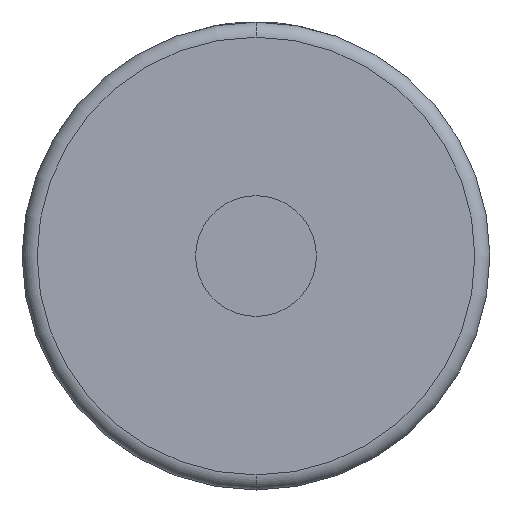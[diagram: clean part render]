
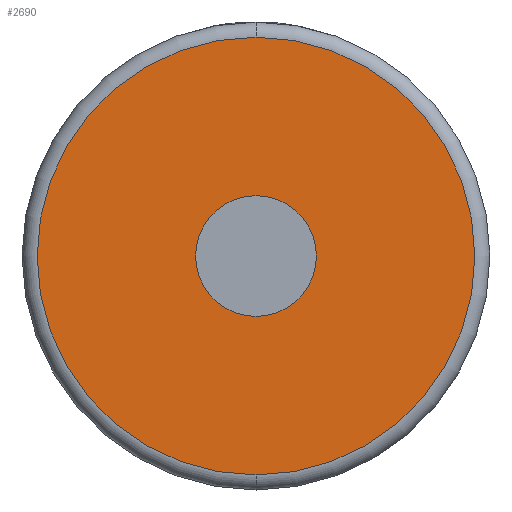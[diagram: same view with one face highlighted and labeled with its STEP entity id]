
A CAD part, front view. The second image highlights one B-rep face of the part: STEP entity #2690.
In plain terms, the highlighted planar face has unit normal (0, -1, 0).
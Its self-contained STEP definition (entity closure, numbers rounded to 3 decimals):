
#1 = DIRECTION ( 'NONE',  ( 0., -1., 0. ) ) ;
#15 = DIRECTION ( 'NONE',  ( 0., -1., 0. ) ) ;
#166 = EDGE_CURVE ( 'NONE', #1898, #2409, #582, .T. ) ;
#216 = CARTESIAN_POINT ( 'NONE',  ( 0., 0., 0. ) ) ;
#284 = CARTESIAN_POINT ( 'NONE',  ( 0., 0., 0. ) ) ;
#323 = VERTEX_POINT ( 'NONE', #2073 ) ;
#385 = AXIS2_PLACEMENT_3D ( 'NONE', #284, #972, #1651 ) ;
#466 = FACE_OUTER_BOUND ( 'NONE', #1191, .T. ) ;
#528 = DIRECTION ( 'NONE',  ( 0., 0., 1. ) ) ;
#582 = CIRCLE ( 'NONE', #385, 4. ) ;
#584 = CARTESIAN_POINT ( 'NONE',  ( 0., 0., 0. ) ) ;
#641 = CIRCLE ( 'NONE', #2662, 14.5 ) ;
#701 = CARTESIAN_POINT ( 'NONE',  ( 0., 0., 0. ) ) ;
#770 = DIRECTION ( 'NONE',  ( 0., 1., 0. ) ) ;
#785 = EDGE_CURVE ( 'NONE', #2409, #1898, #1982, .T. ) ;
#810 = EDGE_CURVE ( 'NONE', #1678, #323, #1889, .T. ) ;
#972 = DIRECTION ( 'NONE',  ( 0., -1., 0. ) ) ;
#976 = ORIENTED_EDGE ( 'NONE', *, *, #785, .F. ) ;
#1191 = EDGE_LOOP ( 'NONE', ( #2089, #2321 ) ) ;
#1400 = EDGE_LOOP ( 'NONE', ( #1875, #976 ) ) ;
#1613 = AXIS2_PLACEMENT_3D ( 'NONE', #701, #2064, #1790 ) ;
#1621 = AXIS2_PLACEMENT_3D ( 'NONE', #584, #770, #528 ) ;
#1651 = DIRECTION ( 'NONE',  ( 0., 0., 1. ) ) ;
#1678 = VERTEX_POINT ( 'NONE', #2617 ) ;
#1685 = FACE_BOUND ( 'NONE', #1400, .T. ) ;
#1753 = CARTESIAN_POINT ( 'NONE',  ( 0., 0., 4. ) ) ;
#1790 = DIRECTION ( 'NONE',  ( 0., 0., 1. ) ) ;
#1804 = DIRECTION ( 'NONE',  ( 0., 0., 1. ) ) ;
#1875 = ORIENTED_EDGE ( 'NONE', *, *, #166, .F. ) ;
#1889 = CIRCLE ( 'NONE', #2038, 14.5 ) ;
#1898 = VERTEX_POINT ( 'NONE', #1753 ) ;
#1982 = CIRCLE ( 'NONE', #1613, 4. ) ;
#2038 = AXIS2_PLACEMENT_3D ( 'NONE', #216, #1, #2525 ) ;
#2064 = DIRECTION ( 'NONE',  ( 0., -1., 0. ) ) ;
#2073 = CARTESIAN_POINT ( 'NONE',  ( 0., 0., -14.5 ) ) ;
#2089 = ORIENTED_EDGE ( 'NONE', *, *, #810, .T. ) ;
#2090 = CARTESIAN_POINT ( 'NONE',  ( 0., 0., 0. ) ) ;
#2321 = ORIENTED_EDGE ( 'NONE', *, *, #2390, .T. ) ;
#2390 = EDGE_CURVE ( 'NONE', #323, #1678, #641, .T. ) ;
#2409 = VERTEX_POINT ( 'NONE', #2538 ) ;
#2525 = DIRECTION ( 'NONE',  ( 0., 0., 1. ) ) ;
#2538 = CARTESIAN_POINT ( 'NONE',  ( 0., 0., -4. ) ) ;
#2592 = PLANE ( 'NONE',  #1621 ) ;
#2617 = CARTESIAN_POINT ( 'NONE',  ( 0., 0., 14.5 ) ) ;
#2662 = AXIS2_PLACEMENT_3D ( 'NONE', #2090, #15, #1804 ) ;
#2690 = ADVANCED_FACE ( 'NONE', ( #466, #1685 ), #2592, .F. ) ;
